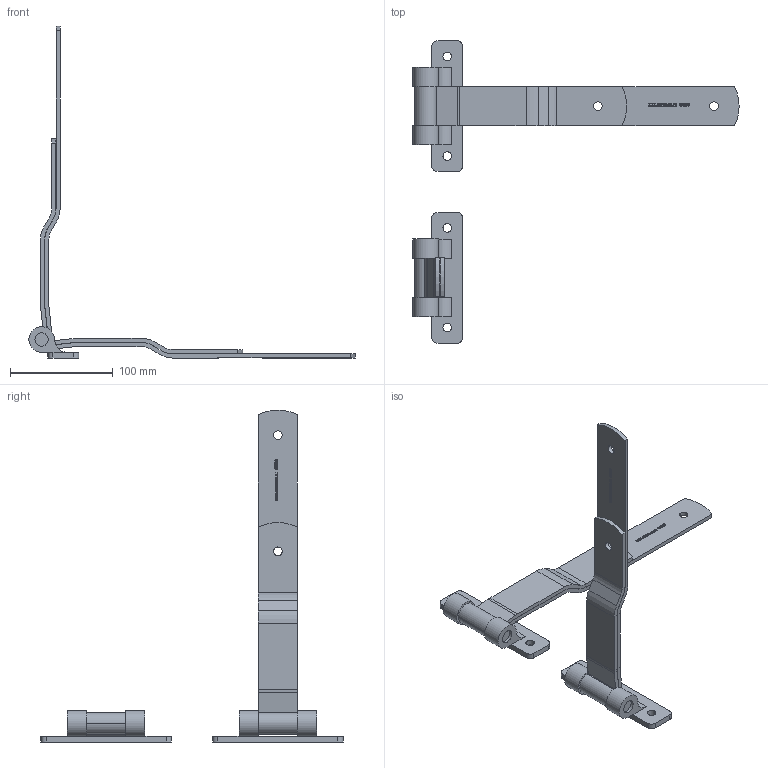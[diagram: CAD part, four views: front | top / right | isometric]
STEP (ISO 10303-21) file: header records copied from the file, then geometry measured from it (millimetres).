
FILE_DESCRIPTION (( 'STEP AP214' ), '1' );
FILE_NAME ('02819-Over The Seal Strap Hinge Zinc Plated 305mm.STEP', '2018-08-16T02:21:05', ( '' ), ( '' ), 'SwSTEP 2.0', 'SolidWorks 2018', '' );
FILE_SCHEMA (( 'AUTOMOTIVE_DESIGN' ));
Length unit declared in the file: millimetre
Products named in the file (3): 2819 hinge; 2819 base; 02819-Over The Seal Strap Hinge Zinc Plated 305mm
Assembly tree (4 placements, depth 2):
  02819-Over The Seal Strap Hinge Zinc Plated 305mm
    2819 base  x2
    2819 hinge  x2
Bounding box: 317.5 x 294 x 323 mm (x, y, z)
Volume: 253210.3 mm3; surface area: 122018.7 mm2
Topology: 4 solids, 4 shells, 674 faces, 1816 edges, 1208 vertices
Faces by surface type: plane 354, bspline 228, cylinder 92
Entity records: 17244 total; most frequent: CARTESIAN_POINT 9282, ORIENTED_EDGE 1816, DIRECTION 1232, EDGE_CURVE 908, VERTEX_POINT 604, VECTOR 588, LINE 588, EDGE_LOOP 378
